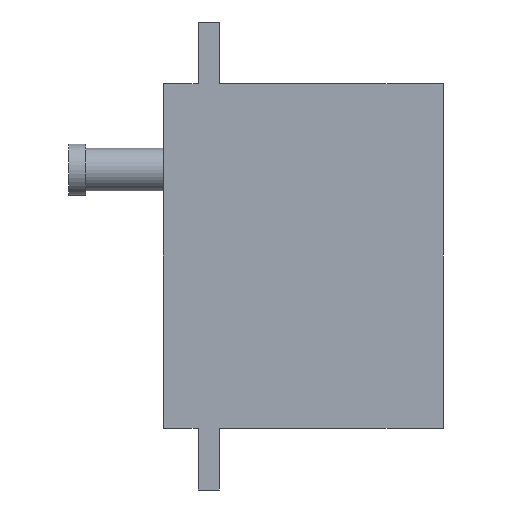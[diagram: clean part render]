
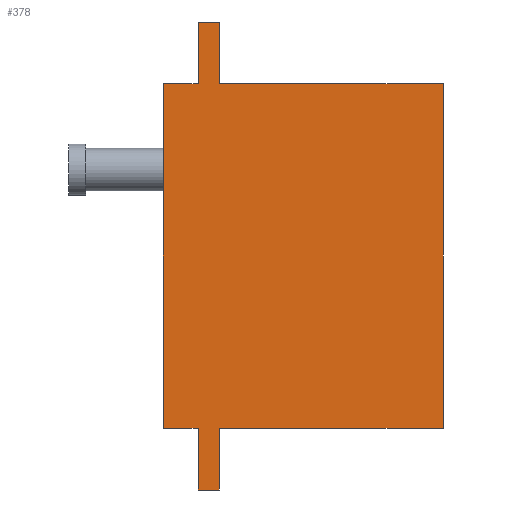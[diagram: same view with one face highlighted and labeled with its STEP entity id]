
A CAD part, left-side view. The second image highlights one B-rep face of the part: STEP entity #378.
In plain terms, the highlighted planar face has unit normal (-1, 0, 0).
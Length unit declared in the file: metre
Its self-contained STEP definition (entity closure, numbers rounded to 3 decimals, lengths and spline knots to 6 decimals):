
#54=ORIENTED_EDGE('',*,*,#128,.T.);
#55=ORIENTED_EDGE('',*,*,#147,.T.);
#56=ORIENTED_EDGE('',*,*,#148,.F.);
#57=ORIENTED_EDGE('',*,*,#149,.F.);
#58=ORIENTED_EDGE('',*,*,#146,.T.);
#59=ORIENTED_EDGE('',*,*,#150,.F.);
#60=ORIENTED_EDGE('',*,*,#151,.F.);
#61=ORIENTED_EDGE('',*,*,#152,.F.);
#62=ORIENTED_EDGE('',*,*,#153,.T.);
#63=ORIENTED_EDGE('',*,*,#154,.T.);
#64=ORIENTED_EDGE('',*,*,#133,.F.);
#65=ORIENTED_EDGE('',*,*,#155,.T.);
#128=EDGE_CURVE('',#177,#176,#212,.T.);
#133=EDGE_CURVE('',#181,#179,#217,.T.);
#146=EDGE_CURVE('',#190,#191,#230,.T.);
#147=EDGE_CURVE('',#176,#192,#231,.T.);
#148=EDGE_CURVE('',#193,#192,#232,.T.);
#149=EDGE_CURVE('',#190,#193,#233,.T.);
#150=EDGE_CURVE('',#194,#191,#234,.T.);
#151=EDGE_CURVE('',#195,#194,#235,.T.);
#152=EDGE_CURVE('',#196,#195,#236,.T.);
#153=EDGE_CURVE('',#196,#197,#237,.T.);
#154=EDGE_CURVE('',#197,#179,#238,.T.);
#155=EDGE_CURVE('',#181,#177,#239,.T.);
#176=VERTEX_POINT('',#555);
#177=VERTEX_POINT('',#557);
#179=VERTEX_POINT('',#562);
#181=VERTEX_POINT('',#566);
#190=VERTEX_POINT('',#589);
#191=VERTEX_POINT('',#591);
#192=VERTEX_POINT('',#595);
#193=VERTEX_POINT('',#597);
#194=VERTEX_POINT('',#600);
#195=VERTEX_POINT('',#602);
#196=VERTEX_POINT('',#604);
#197=VERTEX_POINT('',#606);
#212=LINE('',#556,#248);
#217=LINE('',#567,#253);
#230=LINE('',#592,#266);
#231=LINE('',#594,#267);
#232=LINE('',#596,#268);
#233=LINE('',#598,#269);
#234=LINE('',#599,#270);
#235=LINE('',#601,#271);
#236=LINE('',#603,#272);
#237=LINE('',#605,#273);
#238=LINE('',#607,#274);
#239=LINE('',#608,#275);
#248=VECTOR('',#449,1.);
#253=VECTOR('',#456,1.);
#266=VECTOR('',#473,1.);
#267=VECTOR('',#476,1.);
#268=VECTOR('',#477,1.);
#269=VECTOR('',#478,1.);
#270=VECTOR('',#479,1.);
#271=VECTOR('',#480,1.);
#272=VECTOR('',#481,1.);
#273=VECTOR('',#482,1.);
#274=VECTOR('',#483,1.);
#275=VECTOR('',#484,1.);
#286=EDGE_LOOP('',(#54,#55,#56,#57,#58,#59,#60,#61,#62,#63,#64,#65));
#324=FACE_BOUND('',#286,.T.);
#362=PLANE('',#413);
#378=ADVANCED_FACE('',(#324),#362,.T.);
#413=AXIS2_PLACEMENT_3D('',#593,#474,#475);
#449=DIRECTION('',(0.,1.,0.));
#456=DIRECTION('',(0.,1.,0.));
#473=DIRECTION('',(0.,1.,0.));
#474=DIRECTION('',(-1.,0.,0.));
#475=DIRECTION('',(0.,0.,1.));
#476=DIRECTION('',(0.,0.,1.));
#477=DIRECTION('',(0.,-1.,0.));
#478=DIRECTION('',(0.,0.,1.));
#479=DIRECTION('',(0.,0.,1.));
#480=DIRECTION('',(0.,1.,0.));
#481=DIRECTION('',(0.,0.,1.));
#482=DIRECTION('',(0.,-1.,0.));
#483=DIRECTION('',(0.,0.,1.));
#484=DIRECTION('',(0.,0.,1.));
#555=CARTESIAN_POINT('',(-0.01,-0.04868,0.01016));
#556=CARTESIAN_POINT('',(-0.01,-0.07498,0.01016));
#557=CARTESIAN_POINT('',(-0.01,-0.07498,0.01016));
#562=CARTESIAN_POINT('',(-0.01,-0.04868,-0.03034));
#566=CARTESIAN_POINT('',(-0.01,-0.07498,-0.03034));
#567=CARTESIAN_POINT('',(-0.01,-0.07498,-0.03034));
#589=CARTESIAN_POINT('',(-0.01,-0.04618,0.01016));
#591=CARTESIAN_POINT('',(-0.01,-0.04208,0.01016));
#592=CARTESIAN_POINT('',(-0.01,-0.07498,0.01016));
#593=CARTESIAN_POINT('',(-0.01,-0.07498,-0.01009));
#594=CARTESIAN_POINT('',(-0.01,-0.04868,-0.01009));
#595=CARTESIAN_POINT('',(-0.01,-0.04868,0.01741));
#596=CARTESIAN_POINT('',(-0.01,-0.04743,0.01741));
#597=CARTESIAN_POINT('',(-0.01,-0.04618,0.01741));
#598=CARTESIAN_POINT('',(-0.01,-0.04618,-0.01009));
#599=CARTESIAN_POINT('',(-0.01,-0.04208,-0.01009));
#600=CARTESIAN_POINT('',(-0.01,-0.04208,-0.03034));
#601=CARTESIAN_POINT('',(-0.01,-0.07498,-0.03034));
#602=CARTESIAN_POINT('',(-0.01,-0.04618,-0.03034));
#603=CARTESIAN_POINT('',(-0.01,-0.04618,-0.01009));
#604=CARTESIAN_POINT('',(-0.01,-0.04618,-0.03759));
#605=CARTESIAN_POINT('',(-0.01,-0.04743,-0.03759));
#606=CARTESIAN_POINT('',(-0.01,-0.04868,-0.03759));
#607=CARTESIAN_POINT('',(-0.01,-0.04868,-0.01009));
#608=CARTESIAN_POINT('',(-0.01,-0.07498,-0.01009));
